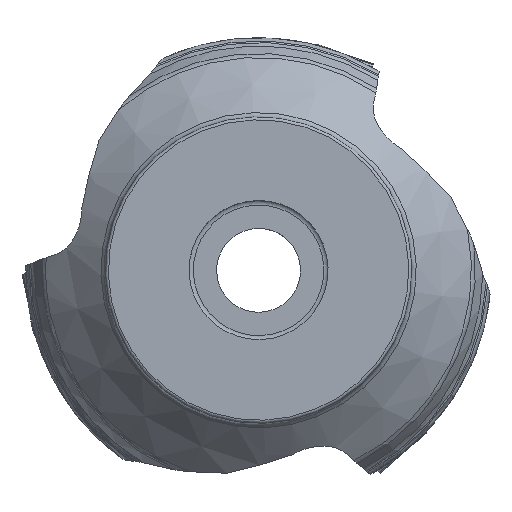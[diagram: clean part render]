
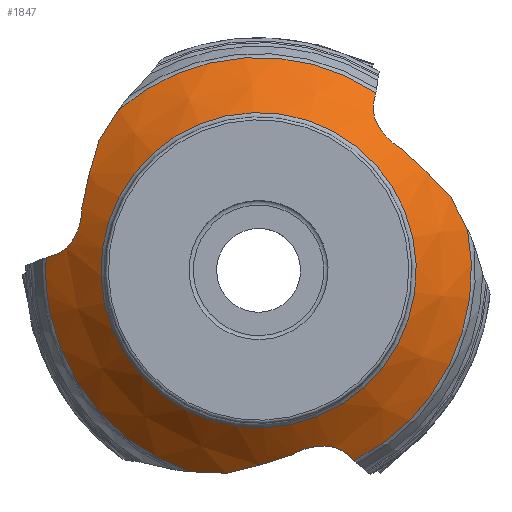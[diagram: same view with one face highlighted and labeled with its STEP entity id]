
A CAD part, top view. The second image highlights one B-rep face of the part: STEP entity #1847.
In plain terms, the highlighted conical face has half-angle 46.323 degrees and reference radius 29.531 mm.
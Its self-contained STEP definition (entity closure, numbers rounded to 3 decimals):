
#987=FACE_BOUND('',#4808,.T.);
#988=FACE_BOUND('',#4809,.T.);
#1602=CONICAL_SURFACE('',#22312,29.531,46.323);
#1847=ADVANCED_FACE('CN_SU3',(#987,#988),#1602,.T.);
#4808=EDGE_LOOP('',(#8289));
#4809=EDGE_LOOP('',(#8290,#8291,#8292,#8293,#8294,#8295,#8296,#8297,#8298,
#8299,#8300,#8301,#8302,#8303,#8304));
#6293=B_SPLINE_CURVE_WITH_KNOTS('',3,(#31315,#31316,#31317,#31318,#31319,
#31320),.UNSPECIFIED.,.F.,.F.,(4,2,4),(0.,0.5,1.),.UNSPECIFIED.);
#6294=B_SPLINE_CURVE_WITH_KNOTS('',3,(#31323,#31324,#31325,#31326),
 .UNSPECIFIED.,.F.,.F.,(4,4),(0.,1.),.UNSPECIFIED.);
#6295=B_SPLINE_CURVE_WITH_KNOTS('',3,(#31327,#31328,#31329,#31330),
 .UNSPECIFIED.,.F.,.F.,(4,4),(0.,1.),.UNSPECIFIED.);
#6296=B_SPLINE_CURVE_WITH_KNOTS('',3,(#31332,#31333,#31334,#31335),
 .UNSPECIFIED.,.F.,.F.,(4,4),(0.,1.),.UNSPECIFIED.);
#6297=B_SPLINE_CURVE_WITH_KNOTS('',3,(#31337,#31338,#31339,#31340,#31341,
#31342),.UNSPECIFIED.,.F.,.F.,(4,2,4),(0.,0.5,1.),.UNSPECIFIED.);
#6298=B_SPLINE_CURVE_WITH_KNOTS('',3,(#31344,#31345,#31346,#31347),
 .UNSPECIFIED.,.F.,.F.,(4,4),(0.,1.),.UNSPECIFIED.);
#6299=B_SPLINE_CURVE_WITH_KNOTS('',3,(#31351,#31352,#31353,#31354),
 .UNSPECIFIED.,.F.,.F.,(4,4),(0.,1.),.UNSPECIFIED.);
#6300=B_SPLINE_CURVE_WITH_KNOTS('',3,(#31356,#31357,#31358,#31359),
 .UNSPECIFIED.,.F.,.F.,(4,4),(0.,1.),.UNSPECIFIED.);
#6301=B_SPLINE_CURVE_WITH_KNOTS('',3,(#31361,#31362,#31363,#31364,#31365,
#31366),.UNSPECIFIED.,.F.,.F.,(4,2,4),(0.,0.5,1.),.UNSPECIFIED.);
#6302=B_SPLINE_CURVE_WITH_KNOTS('',3,(#31368,#31369,#31370,#31371),
 .UNSPECIFIED.,.F.,.F.,(4,4),(0.,1.),.UNSPECIFIED.);
#6303=B_SPLINE_CURVE_WITH_KNOTS('',3,(#31375,#31376,#31377,#31378),
 .UNSPECIFIED.,.F.,.F.,(4,4),(0.,1.),.UNSPECIFIED.);
#6304=B_SPLINE_CURVE_WITH_KNOTS('',3,(#31380,#31381,#31382,#31383),
 .UNSPECIFIED.,.F.,.F.,(4,4),(0.,1.),.UNSPECIFIED.);
#7108=CIRCLE('',#22307,29.19);
#7109=CIRCLE('',#22309,21.619);
#7110=CIRCLE('',#22310,29.19);
#7111=CIRCLE('',#22311,29.19);
#8289=ORIENTED_EDGE('',*,*,#16961,.T.);
#8290=ORIENTED_EDGE('',*,*,#16962,.T.);
#8291=ORIENTED_EDGE('',*,*,#16963,.T.);
#8292=ORIENTED_EDGE('',*,*,#16958,.T.);
#8293=ORIENTED_EDGE('',*,*,#16964,.F.);
#8294=ORIENTED_EDGE('',*,*,#16965,.F.);
#8295=ORIENTED_EDGE('',*,*,#16966,.T.);
#8296=ORIENTED_EDGE('',*,*,#16967,.T.);
#8297=ORIENTED_EDGE('',*,*,#16968,.T.);
#8298=ORIENTED_EDGE('',*,*,#16969,.F.);
#8299=ORIENTED_EDGE('',*,*,#16970,.F.);
#8300=ORIENTED_EDGE('',*,*,#16971,.T.);
#8301=ORIENTED_EDGE('',*,*,#16972,.T.);
#8302=ORIENTED_EDGE('',*,*,#16973,.T.);
#8303=ORIENTED_EDGE('',*,*,#16974,.F.);
#8304=ORIENTED_EDGE('',*,*,#16975,.F.);
#14915=VERTEX_POINT('',#31299);
#14916=VERTEX_POINT('',#31300);
#14917=VERTEX_POINT('',#31314);
#14918=VERTEX_POINT('',#31321);
#14919=VERTEX_POINT('',#31322);
#14920=VERTEX_POINT('',#31331);
#14921=VERTEX_POINT('',#31336);
#14922=VERTEX_POINT('',#31343);
#14923=VERTEX_POINT('',#31348);
#14924=VERTEX_POINT('',#31350);
#14925=VERTEX_POINT('',#31355);
#14926=VERTEX_POINT('',#31360);
#14927=VERTEX_POINT('',#31367);
#14928=VERTEX_POINT('',#31372);
#14929=VERTEX_POINT('',#31374);
#14930=VERTEX_POINT('',#31379);
#16958=EDGE_CURVE('',#14915,#14916,#7108,.T.);
#16961=EDGE_CURVE('',#14917,#14917,#7109,.T.);
#16962=EDGE_CURVE('',#14918,#14919,#6293,.T.);
#16963=EDGE_CURVE('',#14919,#14915,#6294,.T.);
#16964=EDGE_CURVE('',#14920,#14916,#6295,.T.);
#16965=EDGE_CURVE('',#14921,#14920,#6296,.T.);
#16966=EDGE_CURVE('',#14921,#14922,#6297,.T.);
#16967=EDGE_CURVE('',#14922,#14923,#6298,.T.);
#16968=EDGE_CURVE('',#14923,#14924,#7110,.T.);
#16969=EDGE_CURVE('',#14925,#14924,#6299,.T.);
#16970=EDGE_CURVE('',#14926,#14925,#6300,.T.);
#16971=EDGE_CURVE('',#14926,#14927,#6301,.T.);
#16972=EDGE_CURVE('',#14927,#14928,#6302,.T.);
#16973=EDGE_CURVE('',#14928,#14929,#7111,.T.);
#16974=EDGE_CURVE('',#14930,#14929,#6303,.T.);
#16975=EDGE_CURVE('',#14918,#14930,#6304,.T.);
#22307=AXIS2_PLACEMENT_3D('',#31298,#24859,#24860);
#22309=AXIS2_PLACEMENT_3D('',#31313,#24863,#24864);
#22310=AXIS2_PLACEMENT_3D('',#31349,#24865,#24866);
#22311=AXIS2_PLACEMENT_3D('',#31373,#24867,#24868);
#22312=AXIS2_PLACEMENT_3D('',#31384,#24869,#24870);
#24859=DIRECTION('',(0.,0.,1.));
#24860=DIRECTION('',(0.978,0.208,0.));
#24863=DIRECTION('',(0.,0.,-1.));
#24864=DIRECTION('',(-0.978,-0.208,0.));
#24865=DIRECTION('',(0.,0.,1.));
#24866=DIRECTION('',(0.978,0.208,0.));
#24867=DIRECTION('',(0.,0.,1.));
#24868=DIRECTION('',(0.978,0.208,0.));
#24869=DIRECTION('',(0.,0.,-1.));
#24870=DIRECTION('',(-0.978,-0.208,0.));
#31298=CARTESIAN_POINT('',(0.,0.,
-22.676));
#31299=CARTESIAN_POINT('',(16.092,24.354,-22.676));
#31300=CARTESIAN_POINT('',(-19.185,22.,-22.676));
#31313=CARTESIAN_POINT('',(0.,0.,
-15.446));
#31314=CARTESIAN_POINT('',(-21.146,-4.495,-15.446));
#31315=CARTESIAN_POINT('',(19.573,16.663,-19.349));
#31316=CARTESIAN_POINT('',(18.401,17.316,-18.901));
#31317=CARTESIAN_POINT('',(17.302,18.372,-18.869));
#31318=CARTESIAN_POINT('',(15.86,20.702,-19.674));
#31319=CARTESIAN_POINT('',(15.551,21.942,-20.481));
#31320=CARTESIAN_POINT('',(15.785,22.988,-21.431));
#31321=CARTESIAN_POINT('',(19.573,16.663,-19.349));
#31322=CARTESIAN_POINT('',(15.785,22.988,-21.431));
#31323=CARTESIAN_POINT('',(15.785,22.988,-21.431));
#31324=CARTESIAN_POINT('',(15.888,23.444,-21.845));
#31325=CARTESIAN_POINT('',(15.99,23.899,-22.26));
#31326=CARTESIAN_POINT('',(16.092,24.354,-22.676));
#31327=CARTESIAN_POINT('',(-21.884,17.744,-21.706));
#31328=CARTESIAN_POINT('',(-21.024,19.211,-21.95));
#31329=CARTESIAN_POINT('',(-20.118,20.625,-22.272));
#31330=CARTESIAN_POINT('',(-19.185,22.,-22.676));
#31331=CARTESIAN_POINT('',(-21.884,17.744,-21.706));
#31332=CARTESIAN_POINT('',(-24.217,8.619,-19.349));
#31333=CARTESIAN_POINT('',(-23.677,11.782,-19.875));
#31334=CARTESIAN_POINT('',(-22.84,14.812,-20.651));
#31335=CARTESIAN_POINT('',(-21.884,17.744,-21.706));
#31336=CARTESIAN_POINT('',(-24.217,8.619,-19.349));
#31337=CARTESIAN_POINT('',(-24.217,8.619,-19.349));
#31338=CARTESIAN_POINT('',(-24.197,7.277,-18.901));
#31339=CARTESIAN_POINT('',(-24.562,5.798,-18.869));
#31340=CARTESIAN_POINT('',(-25.858,3.385,-19.674));
#31341=CARTESIAN_POINT('',(-26.778,2.496,-20.481));
#31342=CARTESIAN_POINT('',(-27.801,2.177,-21.431));
#31343=CARTESIAN_POINT('',(-27.801,2.177,-21.431));
#31344=CARTESIAN_POINT('',(-27.801,2.177,-21.431));
#31345=CARTESIAN_POINT('',(-28.247,2.037,-21.845));
#31346=CARTESIAN_POINT('',(-28.692,1.898,-22.26));
#31347=CARTESIAN_POINT('',(-29.137,1.759,-22.676));
#31348=CARTESIAN_POINT('',(-29.137,1.759,-22.676));
#31349=CARTESIAN_POINT('',(0.,0.,
-22.676));
#31350=CARTESIAN_POINT('',(-9.46,-27.615,-22.676));
#31351=CARTESIAN_POINT('',(-4.425,-27.824,-21.706));
#31352=CARTESIAN_POINT('',(-6.119,-27.813,-21.949));
#31353=CARTESIAN_POINT('',(-7.797,-27.736,-22.271));
#31354=CARTESIAN_POINT('',(-9.46,-27.615,-22.676));
#31355=CARTESIAN_POINT('',(-4.425,-27.824,-21.706));
#31356=CARTESIAN_POINT('',(4.644,-25.282,-19.349));
#31357=CARTESIAN_POINT('',(1.644,-26.392,-19.874));
#31358=CARTESIAN_POINT('',(-1.433,-27.191,-20.66));
#31359=CARTESIAN_POINT('',(-4.425,-27.824,-21.706));
#31360=CARTESIAN_POINT('',(4.644,-25.282,-19.349));
#31361=CARTESIAN_POINT('',(4.644,-25.282,-19.349));
#31362=CARTESIAN_POINT('',(5.796,-24.594,-18.901));
#31363=CARTESIAN_POINT('',(7.26,-24.17,-18.869));
#31364=CARTESIAN_POINT('',(9.998,-24.086,-19.674));
#31365=CARTESIAN_POINT('',(11.227,-24.438,-20.481));
#31366=CARTESIAN_POINT('',(12.015,-25.164,-21.431));
#31367=CARTESIAN_POINT('',(12.015,-25.164,-21.431));
#31368=CARTESIAN_POINT('',(12.015,-25.164,-21.431));
#31369=CARTESIAN_POINT('',(12.359,-25.481,-21.845));
#31370=CARTESIAN_POINT('',(12.703,-25.797,-22.26));
#31371=CARTESIAN_POINT('',(13.046,-26.113,-22.676));
#31372=CARTESIAN_POINT('',(13.046,-26.113,-22.676));
#31373=CARTESIAN_POINT('',(0.,0.,
-22.676));
#31374=CARTESIAN_POINT('',(28.645,5.615,-22.676));
#31375=CARTESIAN_POINT('',(26.309,10.08,-21.706));
#31376=CARTESIAN_POINT('',(27.147,8.606,-21.95));
#31377=CARTESIAN_POINT('',(27.92,7.113,-22.272));
#31378=CARTESIAN_POINT('',(28.645,5.615,-22.676));
#31379=CARTESIAN_POINT('',(26.309,10.08,-21.706));
#31380=CARTESIAN_POINT('',(19.573,16.663,-19.349));
#31381=CARTESIAN_POINT('',(22.049,14.608,-19.877));
#31382=CARTESIAN_POINT('',(24.253,12.368,-20.654));
#31383=CARTESIAN_POINT('',(26.309,10.08,-21.706));
#31384=CARTESIAN_POINT('',(0.,0.,
-23.001));
